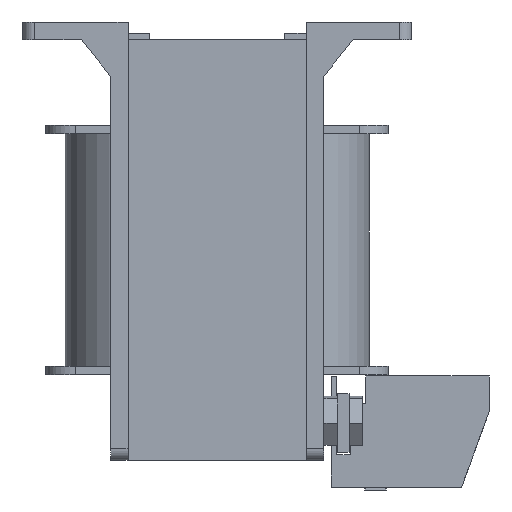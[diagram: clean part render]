
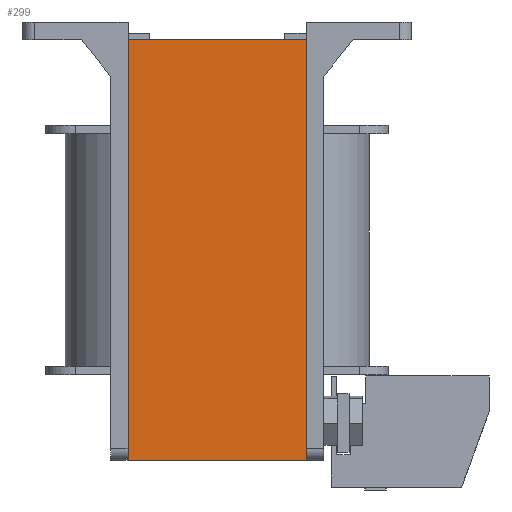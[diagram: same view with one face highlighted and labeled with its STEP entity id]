
A CAD part, left-side view. The second image highlights one B-rep face of the part: STEP entity #299.
In plain terms, the highlighted planar face has unit normal (-1, 0, 0).
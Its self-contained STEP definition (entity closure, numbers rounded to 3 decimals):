
#237=CARTESIAN_POINT('',(-43.,-15.25,72.0));
#238=VERTEX_POINT('',#237);
#245=CARTESIAN_POINT('',(-43.,-15.25,0.0));
#246=VERTEX_POINT('',#245);
#247=CARTESIAN_POINT('',(-43.,-15.25,0.0));
#248=DIRECTION('',(0.0,0.0,1.0));
#249=VECTOR('',#248,72.0);
#250=LINE('',#247,#249);
#251=EDGE_CURVE('',#246,#238,#250,.T.);
#269=CARTESIAN_POINT('',(-43.,-15.25,0.0));
#270=DIRECTION('',(-1.0,0.0,0.0));
#271=DIRECTION('',(0.0,0.0,1.0));
#272=AXIS2_PLACEMENT_3D('',#269,#270,#271);
#273=PLANE('',#272);
#274=CARTESIAN_POINT('',(-43.0,15.25,72.0));
#275=VERTEX_POINT('',#274);
#276=CARTESIAN_POINT('',(-43.,-15.25,72.0));
#277=DIRECTION('',(0.0,1.0,0.0));
#278=VECTOR('',#277,30.5);
#279=LINE('',#276,#278);
#280=EDGE_CURVE('',#238,#275,#279,.T.);
#281=ORIENTED_EDGE('',*,*,#280,.T.);
#282=CARTESIAN_POINT('',(-43.0,15.25,0.0));
#283=VERTEX_POINT('',#282);
#284=CARTESIAN_POINT('',(-43.0,15.25,0.0));
#285=DIRECTION('',(0.0,0.0,1.0));
#286=VECTOR('',#285,72.0);
#287=LINE('',#284,#286);
#288=EDGE_CURVE('',#283,#275,#287,.T.);
#289=ORIENTED_EDGE('',*,*,#288,.F.);
#290=CARTESIAN_POINT('',(-43.,-15.25,0.0));
#291=DIRECTION('',(0.0,1.0,0.0));
#292=VECTOR('',#291,30.5);
#293=LINE('',#290,#292);
#294=EDGE_CURVE('',#246,#283,#293,.T.);
#295=ORIENTED_EDGE('',*,*,#294,.F.);
#296=ORIENTED_EDGE('',*,*,#251,.T.);
#297=EDGE_LOOP('',(#281,#289,#295,#296));
#298=FACE_OUTER_BOUND('',#297,.T.);
#299=ADVANCED_FACE('',(#298),#273,.T.);
